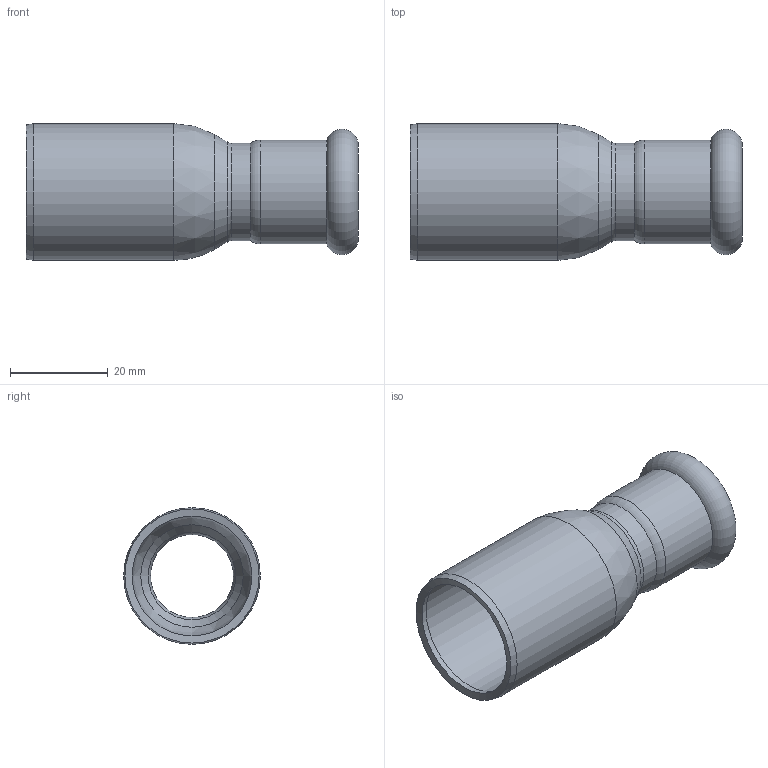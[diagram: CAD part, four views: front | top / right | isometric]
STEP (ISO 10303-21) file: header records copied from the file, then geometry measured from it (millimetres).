
FILE_DESCRIPTION(/* description */ ('Riduzione MF 28x18 Inoxpres'),/* implementation_level */ '2;1');
FILE_NAME(/* name */ '191028018_Inoxpres.stp',/* time_stamp */ '2022-10-12T10:48:31+02:00',/* author */ ('Vault'),/* organization */ ('Raccorderie metalliche s.p.a. '),/* preprocessor_version */ 'ST-DEVELOPER v18.1',/* originating_system */ 'Autodesk Inventor 2020',/* authorisation */ 'Raccorderie metalliche s.p.a. ');
FILE_SCHEMA (('AUTOMOTIVE_DESIGN { 1 0 10303 214 3 1 1 }'));
Length unit declared in the file: millimetre
Products named in the file (1): 191028018_Inoxpres
Bounding box: 68 x 28 x 28 mm (x, y, z)
Volume: 8234.4 mm3; surface area: 10461.1 mm2
Topology: 1 solids, 1 shells, 23 faces, 79 edges, 56 vertices
Faces by surface type: cylinder 8, torus 7, cone 6, bspline 2
Full cylindrical faces by diameter (mm): 17 x1, 18.3 x1, 18.7 x2, 20 x1, 21.3 x1, 25 x1, 28 x1
Entity records: 1007 total; most frequent: CARTESIAN_POINT 211, DIRECTION 188, ORIENTED_EDGE 158, AXIS2_PLACEMENT_3D 87, EDGE_CURVE 79, CIRCLE 65, VERTEX_POINT 56, FACE_OUTER_BOUND 23
